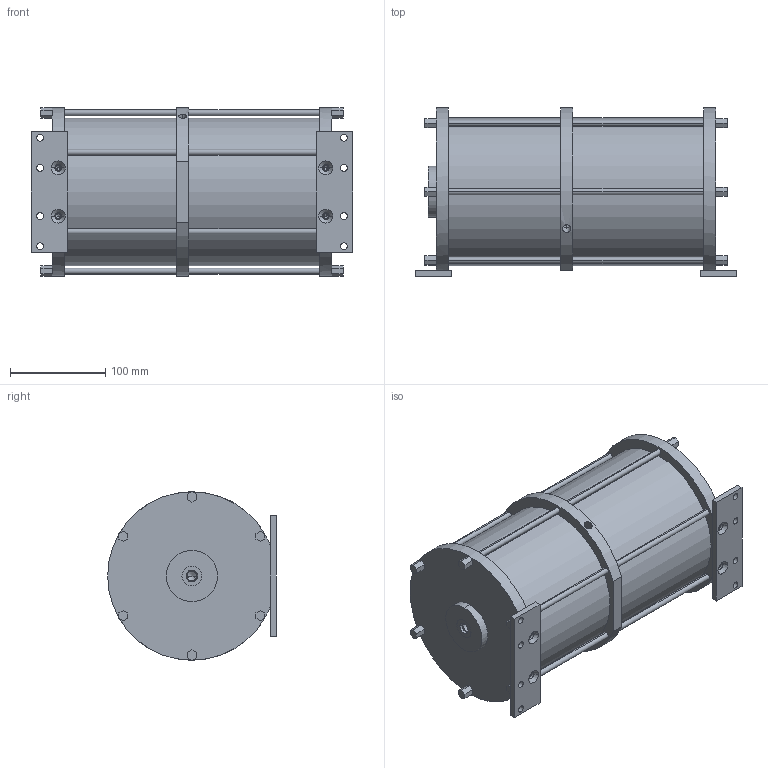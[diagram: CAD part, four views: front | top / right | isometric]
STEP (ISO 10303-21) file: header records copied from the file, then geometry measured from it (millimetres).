
FILE_DESCRIPTION((''),'2;1');
FILE_NAME('ILC55011402','2016-02-02T',('twa'),(''),'PRO/ENGINEER BY PARAMETRIC TECHNOLOGY CORPORATION, 2013320','PRO/ENGINEER BY PARAMETRIC TECHNOLOGY CORPORATION, 2013320','');
FILE_SCHEMA(('CONFIG_CONTROL_DESIGN'));
Length unit declared in the file: inch
Products named in the file (1): ILC55011402
Bounding box: 338.71 x 177.55 x 177.7 mm (x, y, z)
Volume: 5945181.5 mm3; surface area: 278615.4 mm2
Topology: 1 solids, 8 shells, 245 faces, 632 edges, 401 vertices
Faces by surface type: plane 128, cylinder 87, cone 30
Entity records: 7502 total; most frequent: DIRECTION 1334, CARTESIAN_POINT 1289, ORIENTED_EDGE 1208, EDGE_CURVE 618, AXIS2_PLACEMENT_3D 472, VERTEX_POINT 401, VECTOR 390, LINE 390
